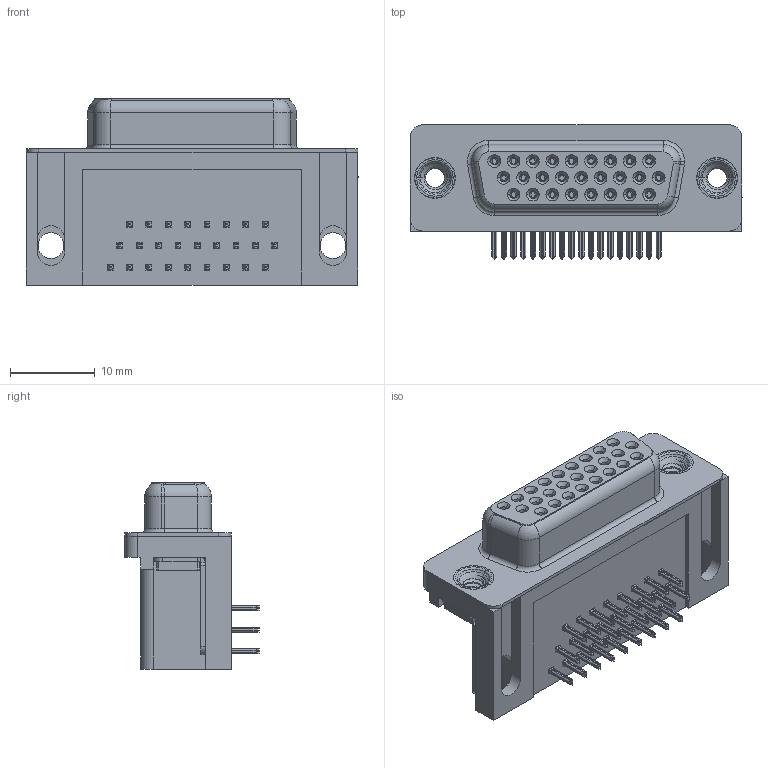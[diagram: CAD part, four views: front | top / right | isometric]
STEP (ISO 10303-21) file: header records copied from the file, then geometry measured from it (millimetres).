
FILE_DESCRIPTION (( 'STEP AP203' ), '1' );
FILE_NAME ('MHHDR-26FNS-C1.STEP', '2025-11-27T20:32:27', ( '' ), ( '' ), 'SwSTEP 2.0', 'SolidWorks 2023', '' );
FILE_SCHEMA (( 'CONFIG_CONTROL_DESIGN' ));
Length unit declared in the file: millimetre
Products named in the file (8): MHHDR Housing_26 Socket; MHHDR Contact Bottom; MHHDR Shell_26 Socket; MHHDR 4-40 Threaded Rivet; MHHDR Thru Hole Board Mount; MHHDR-26FNS-C1; MHHDR Contact Top; MHHDR Contact Middle
Assembly tree (32 placements, depth 2):
  MHHDR-26FNS-C1
    MHHDR Housing_26 Socket
    MHHDR Shell_26 Socket
    MHHDR Contact Bottom  x8
    MHHDR Contact Middle  x9
    MHHDR Contact Top  x9
    MHHDR Thru Hole Board Mount  x2
    MHHDR 4-40 Threaded Rivet  x2
Bounding box: 39.22 x 15.85 x 22 mm (x, y, z)
Volume: 6352.6 mm3; surface area: 9072.5 mm2
Topology: 32 solids, 32 shells, 3979 faces, 10460 edges, 6570 vertices
Faces by surface type: plane 1769, cylinder 938, bspline 910, cone 324, torus 38
Entity records: 36637 total; most frequent: CARTESIAN_POINT 12188, ORIENTED_EDGE 4956, DIRECTION 4379, EDGE_CURVE 2478, VERTEX_POINT 1578, LINE 1577, VECTOR 1577, AXIS2_PLACEMENT_3D 1401
